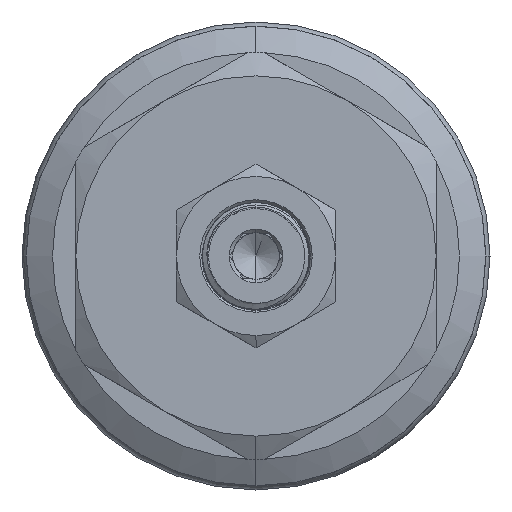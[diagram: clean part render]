
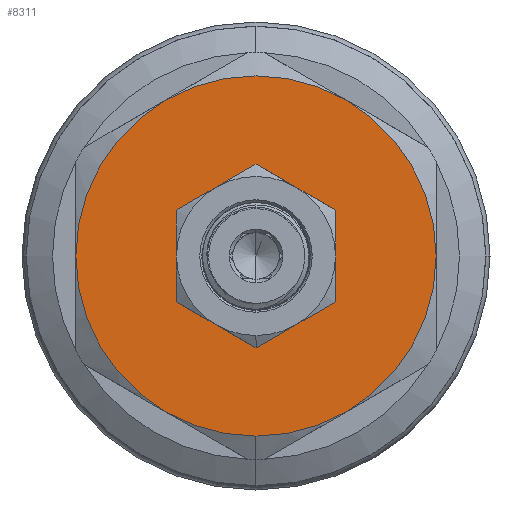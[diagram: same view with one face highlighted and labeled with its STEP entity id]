
A CAD part, left-side view. The second image highlights one B-rep face of the part: STEP entity #8311.
In plain terms, the highlighted planar face has unit normal (-1, 0, 0).
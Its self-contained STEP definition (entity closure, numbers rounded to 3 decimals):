
#1257 = EDGE_CURVE ( 'NONE', #13609, #14164, #5514, .T. ) ;
#2902 = CARTESIAN_POINT ( 'NONE',  ( -80.916, 0., 0. ) ) ;
#2903 = DIRECTION ( 'NONE',  ( -1., 0., 0. ) ) ;
#2904 = DIRECTION ( 'NONE',  ( 0., 0., -1. ) ) ;
#2907 = CARTESIAN_POINT ( 'NONE',  ( -80.916, 0., 0. ) ) ;
#2908 = DIRECTION ( 'NONE',  ( -1., 0., 0. ) ) ;
#2909 = DIRECTION ( 'NONE',  ( 0., 0., -1. ) ) ;
#2920 = CARTESIAN_POINT ( 'NONE',  ( -80.916, 0., 0. ) ) ;
#2921 = DIRECTION ( 'NONE',  ( -1., 0., 0. ) ) ;
#2922 = DIRECTION ( 'NONE',  ( 0., 0., -1. ) ) ;
#2930 = CARTESIAN_POINT ( 'NONE',  ( -80.916, 0., 0. ) ) ;
#2931 = DIRECTION ( 'NONE',  ( -1., 0., 0. ) ) ;
#2932 = DIRECTION ( 'NONE',  ( 0., 0., -1. ) ) ;
#2940 = CARTESIAN_POINT ( 'NONE',  ( -80.916, 0., 0. ) ) ;
#2941 = DIRECTION ( 'NONE',  ( 1., 0., 0. ) ) ;
#2942 = DIRECTION ( 'NONE',  ( 0., 0., -1. ) ) ;
#2963 = CARTESIAN_POINT ( 'NONE',  ( -80.916, 0., 0. ) ) ;
#2964 = DIRECTION ( 'NONE',  ( -1., 0., 0. ) ) ;
#2965 = DIRECTION ( 'NONE',  ( 0., 0., -1. ) ) ;
#3111 = CARTESIAN_POINT ( 'NONE',  ( -80.916, 0., 0. ) ) ;
#3112 = DIRECTION ( 'NONE',  ( -1., 0., 0. ) ) ;
#3113 = DIRECTION ( 'NONE',  ( 0., 0., 1. ) ) ;
#3139 = CARTESIAN_POINT ( 'NONE',  ( -80.916, 0., 0. ) ) ;
#3140 = DIRECTION ( 'NONE',  ( -1., 0., 0. ) ) ;
#3141 = DIRECTION ( 'NONE',  ( 0., 0., 1. ) ) ;
#3157 = CARTESIAN_POINT ( 'NONE',  ( -80.916, 0., 0. ) ) ;
#3158 = DIRECTION ( 'NONE',  ( -1., 0., 0. ) ) ;
#3159 = DIRECTION ( 'NONE',  ( 0., 0., 1. ) ) ;
#3180 = CARTESIAN_POINT ( 'NONE',  ( -80.916, 0., 0. ) ) ;
#3181 = DIRECTION ( 'NONE',  ( -1., 0., 0. ) ) ;
#3182 = DIRECTION ( 'NONE',  ( 0., 0., 1. ) ) ;
#3189 = CARTESIAN_POINT ( 'NONE',  ( -80.916, 0., 0. ) ) ;
#3190 = DIRECTION ( 'NONE',  ( -1., 0., 0. ) ) ;
#3191 = DIRECTION ( 'NONE',  ( 0., 0., 1. ) ) ;
#3230 = CARTESIAN_POINT ( 'NONE',  ( -80.916, 0., 0. ) ) ;
#3231 = DIRECTION ( 'NONE',  ( -1., 0., 0. ) ) ;
#3232 = DIRECTION ( 'NONE',  ( 0., 0., 1. ) ) ;
#4536 = CARTESIAN_POINT ( 'NONE',  ( -80.916, 0., 0. ) ) ;
#4537 = DIRECTION ( 'NONE',  ( -1., 0., 0. ) ) ;
#4538 = DIRECTION ( 'NONE',  ( 0., 0., -1. ) ) ;
#4845 = CARTESIAN_POINT ( 'NONE',  ( -80.916, 7., 0. ) ) ;
#4880 = CARTESIAN_POINT ( 'NONE',  ( -80.916, 0., -15.85 ) ) ;
#4946 = CARTESIAN_POINT ( 'NONE',  ( -80.916, 7.925, 13.727 ) ) ;
#4960 = CARTESIAN_POINT ( 'NONE',  ( -80.916, -3.5, 6.062 ) ) ;
#4968 = CARTESIAN_POINT ( 'NONE',  ( -80.916, 0., 7. ) ) ;
#5015 = CARTESIAN_POINT ( 'NONE',  ( -80.916, -15.85, 0. ) ) ;
#5041 = CARTESIAN_POINT ( 'NONE',  ( -80.916, 3.5, -6.062 ) ) ;
#5049 = AXIS2_PLACEMENT_3D ( 'NONE', #4536, #4537, #4538 ) ;
#5125 = CARTESIAN_POINT ( 'NONE',  ( -80.916, -7.925, 13.727 ) ) ;
#5145 = CARTESIAN_POINT ( 'NONE',  ( -80.916, 3.5, 6.062 ) ) ;
#5308 = CARTESIAN_POINT ( 'NONE',  ( -80.916, -7.925, -13.727 ) ) ;
#5315 = CARTESIAN_POINT ( 'NONE',  ( -80.916, -3.5, -6.062 ) ) ;
#5329 = CARTESIAN_POINT ( 'NONE',  ( -80.916, 15.85, 0. ) ) ;
#5334 = CARTESIAN_POINT ( 'NONE',  ( -80.916, -7., 0. ) ) ;
#5441 = CARTESIAN_POINT ( 'NONE',  ( -80.916, 7.925, -13.727 ) ) ;
#5514 = CIRCLE ( 'NONE', #13353, 15.85 ) ;
#6058 = DIRECTION ( 'NONE',  ( -1., 0., 0. ) ) ;
#6059 = DIRECTION ( 'NONE',  ( 0., 0., 1. ) ) ;
#6064 = CARTESIAN_POINT ( 'NONE',  ( -80.916, 0., 0. ) ) ;
#6230 = FACE_OUTER_BOUND ( 'NONE', #18150, .T. ) ;
#6834 = FACE_BOUND ( 'NONE', #18263, .T. ) ;
#8311 = ADVANCED_FACE ( 'NONE', ( #6230, #6834 ), #9269, .F. ) ;
#9269 = PLANE ( 'NONE',  #14984 ) ;
#9273 = DIRECTION ( 'NONE',  ( 1., 0., 0. ) ) ;
#9274 = DIRECTION ( 'NONE',  ( 0., 0., -1. ) ) ;
#9279 = CARTESIAN_POINT ( 'NONE',  ( -80.916, -15.85, -9.151 ) ) ;
#12405 = EDGE_CURVE ( 'NONE', #14210, #13733, #12684, .T. ) ;
#12406 = EDGE_CURVE ( 'NONE', #14171, #14210, #12682, .T. ) ;
#12409 = EDGE_CURVE ( 'NONE', #13744, #13940, #12686, .T. ) ;
#12411 = EDGE_CURVE ( 'NONE', #13940, #13538, #12773, .T. ) ;
#12413 = EDGE_CURVE ( 'NONE', #13833, #13538, #12687, .T. ) ;
#12417 = EDGE_CURVE ( 'NONE', #13833, #14171, #12688, .T. ) ;
#12464 = EDGE_CURVE ( 'NONE', #14406, #13609, #12804, .T. ) ;
#12470 = EDGE_CURVE ( 'NONE', #14164, #13806, #12881, .T. ) ;
#12474 = EDGE_CURVE ( 'NONE', #13806, #13959, #12810, .T. ) ;
#12478 = EDGE_CURVE ( 'NONE', #13712, #14203, #12812, .T. ) ;
#12480 = EDGE_CURVE ( 'NONE', #13959, #13712, #12884, .T. ) ;
#12490 = EDGE_CURVE ( 'NONE', #14203, #14406, #12820, .T. ) ;
#12682 = CIRCLE ( 'NONE', #18845, 7. ) ;
#12684 = CIRCLE ( 'NONE', #18842, 7. ) ;
#12686 = CIRCLE ( 'NONE', #18844, 7. ) ;
#12687 = CIRCLE ( 'NONE', #18846, 7. ) ;
#12688 = CIRCLE ( 'NONE', #18849, 7. ) ;
#12769 = CIRCLE ( 'NONE', #5049, 7. ) ;
#12773 = CIRCLE ( 'NONE', #18843, 7. ) ;
#12804 = CIRCLE ( 'NONE', #18911, 15.85 ) ;
#12810 = CIRCLE ( 'NONE', #18904, 15.85 ) ;
#12812 = CIRCLE ( 'NONE', #18907, 15.85 ) ;
#12820 = CIRCLE ( 'NONE', #18899, 15.85 ) ;
#12881 = CIRCLE ( 'NONE', #18903, 15.85 ) ;
#12884 = CIRCLE ( 'NONE', #18908, 15.85 ) ;
#13353 = AXIS2_PLACEMENT_3D ( 'NONE', #6064, #6058, #6059 ) ;
#13431 = EDGE_CURVE ( 'NONE', #13733, #13744, #12769, .T. ) ;
#13538 = VERTEX_POINT ( 'NONE', #4845 ) ;
#13541 = ORIENTED_EDGE ( 'NONE', *, *, #12417, .F. ) ;
#13609 = VERTEX_POINT ( 'NONE', #4880 ) ;
#13712 = VERTEX_POINT ( 'NONE', #4946 ) ;
#13733 = VERTEX_POINT ( 'NONE', #4960 ) ;
#13744 = VERTEX_POINT ( 'NONE', #4968 ) ;
#13806 = VERTEX_POINT ( 'NONE', #5015 ) ;
#13833 = VERTEX_POINT ( 'NONE', #5041 ) ;
#13940 = VERTEX_POINT ( 'NONE', #5145 ) ;
#13959 = VERTEX_POINT ( 'NONE', #5125 ) ;
#14164 = VERTEX_POINT ( 'NONE', #5308 ) ;
#14171 = VERTEX_POINT ( 'NONE', #5315 ) ;
#14203 = VERTEX_POINT ( 'NONE', #5329 ) ;
#14210 = VERTEX_POINT ( 'NONE', #5334 ) ;
#14406 = VERTEX_POINT ( 'NONE', #5441 ) ;
#14984 = AXIS2_PLACEMENT_3D ( 'NONE', #9279, #9273, #9274 ) ;
#17986 = ORIENTED_EDGE ( 'NONE', *, *, #13431, .F. ) ;
#18020 = ORIENTED_EDGE ( 'NONE', *, *, #12490, .T. ) ;
#18063 = ORIENTED_EDGE ( 'NONE', *, *, #12405, .F. ) ;
#18074 = ORIENTED_EDGE ( 'NONE', *, *, #12464, .T. ) ;
#18150 = EDGE_LOOP ( 'NONE', ( #18020, #18074, #18402, #18312, #18194, #18276, #18277 ) ) ;
#18194 = ORIENTED_EDGE ( 'NONE', *, *, #12474, .T. ) ;
#18263 = EDGE_LOOP ( 'NONE', ( #13541, #18505, #18491, #18342, #17986, #18063, #18492 ) ) ;
#18276 = ORIENTED_EDGE ( 'NONE', *, *, #12480, .T. ) ;
#18277 = ORIENTED_EDGE ( 'NONE', *, *, #12478, .T. ) ;
#18312 = ORIENTED_EDGE ( 'NONE', *, *, #12470, .T. ) ;
#18342 = ORIENTED_EDGE ( 'NONE', *, *, #12409, .F. ) ;
#18402 = ORIENTED_EDGE ( 'NONE', *, *, #1257, .T. ) ;
#18491 = ORIENTED_EDGE ( 'NONE', *, *, #12411, .F. ) ;
#18492 = ORIENTED_EDGE ( 'NONE', *, *, #12406, .F. ) ;
#18505 = ORIENTED_EDGE ( 'NONE', *, *, #12413, .T. ) ;
#18842 = AXIS2_PLACEMENT_3D ( 'NONE', #2902, #2903, #2904 ) ;
#18843 = AXIS2_PLACEMENT_3D ( 'NONE', #2930, #2931, #2932 ) ;
#18844 = AXIS2_PLACEMENT_3D ( 'NONE', #2920, #2921, #2922 ) ;
#18845 = AXIS2_PLACEMENT_3D ( 'NONE', #2907, #2908, #2909 ) ;
#18846 = AXIS2_PLACEMENT_3D ( 'NONE', #2940, #2941, #2942 ) ;
#18849 = AXIS2_PLACEMENT_3D ( 'NONE', #2963, #2964, #2965 ) ;
#18899 = AXIS2_PLACEMENT_3D ( 'NONE', #3230, #3231, #3232 ) ;
#18903 = AXIS2_PLACEMENT_3D ( 'NONE', #3139, #3140, #3141 ) ;
#18904 = AXIS2_PLACEMENT_3D ( 'NONE', #3157, #3158, #3159 ) ;
#18907 = AXIS2_PLACEMENT_3D ( 'NONE', #3180, #3181, #3182 ) ;
#18908 = AXIS2_PLACEMENT_3D ( 'NONE', #3189, #3190, #3191 ) ;
#18911 = AXIS2_PLACEMENT_3D ( 'NONE', #3111, #3112, #3113 ) ;
